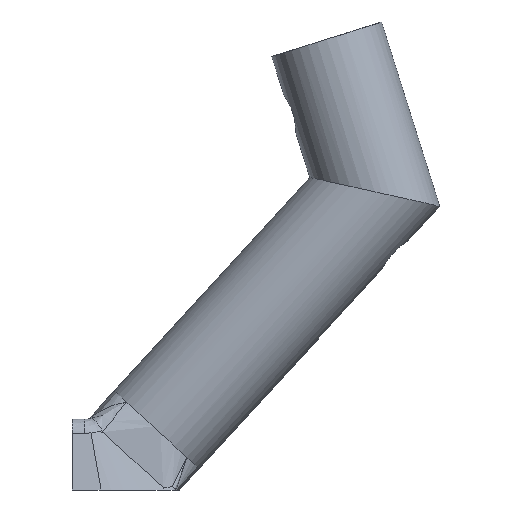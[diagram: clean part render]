
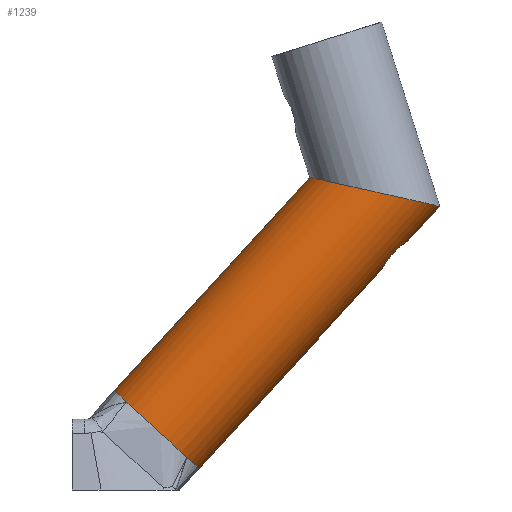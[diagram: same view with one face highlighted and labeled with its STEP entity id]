
A CAD part, front view. The second image highlights one B-rep face of the part: STEP entity #1239.
In plain terms, the highlighted cylindrical face has radius 9 mm (diameter 18 mm), a partial arc.
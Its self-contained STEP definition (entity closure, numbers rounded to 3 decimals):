
#22 = VERTEX_POINT('',#23);
#23 = CARTESIAN_POINT('',(57.437,0.,49.36));
#120 = VERTEX_POINT('',#121);
#121 = CARTESIAN_POINT('',(37.145,0.,53.859));
#226 = VERTEX_POINT('',#227);
#227 = CARTESIAN_POINT('',(19.852,0.,8.343));
#234 = EDGE_CURVE('',#226,#235,#237,.T.);
#235 = VERTEX_POINT('',#236);
#236 = CARTESIAN_POINT('',(48.349,0.,39.442));
#237 = LINE('',#238,#239);
#238 = CARTESIAN_POINT('',(7.699,0.,-4.92));
#239 = VECTOR('',#240,1.);
#240 = DIRECTION('',(0.676,0.,0.737));
#243 = VERTEX_POINT('',#244);
#244 = CARTESIAN_POINT('',(52.484,0.,43.954));
#315 = EDGE_CURVE('',#243,#22,#316,.T.);
#316 = LINE('',#317,#318);
#317 = CARTESIAN_POINT('',(7.699,0.,-4.92));
#318 = VECTOR('',#319,1.);
#319 = DIRECTION('',(0.676,0.,0.737));
#323 = EDGE_CURVE('',#324,#120,#326,.T.);
#324 = VERTEX_POINT('',#325);
#325 = CARTESIAN_POINT('',(6.581,0.,20.504));
#326 = LINE('',#327,#328);
#327 = CARTESIAN_POINT('',(2.527,0.,16.08));
#328 = VECTOR('',#329,1.);
#329 = DIRECTION('',(0.676,0.,0.737));
#346 = EDGE_CURVE('',#22,#347,#349,.T.);
#347 = VERTEX_POINT('',#348);
#348 = CARTESIAN_POINT('',(47.291,-9.,51.609));
#349 = ELLIPSE('',#350,10.392,9.);
#350 = AXIS2_PLACEMENT_3D('',#351,#352,#353);
#351 = CARTESIAN_POINT('',(47.291,0.,51.609));
#352 = DIRECTION('',(-0.216,-0.,-0.976));
#353 = DIRECTION('',(0.976,0.,-0.216));
#414 = EDGE_CURVE('',#347,#120,#415,.T.);
#415 = ELLIPSE('',#416,10.392,9.);
#416 = AXIS2_PLACEMENT_3D('',#417,#418,#419);
#417 = CARTESIAN_POINT('',(47.291,0.,51.609));
#418 = DIRECTION('',(-0.216,-0.,-0.976));
#419 = DIRECTION('',(0.976,0.,-0.216));
#1239 = ADVANCED_FACE('',(#1240),#1343,.T.);
#1240 = FACE_BOUND('',#1241,.T.);
#1241 = EDGE_LOOP('',(#1242,#1253,#1260,#1261,#1332,#1333,#1334,#1335,
    #1336));
#1242 = ORIENTED_EDGE('',*,*,#1243,.T.);
#1243 = EDGE_CURVE('',#1244,#1246,#1248,.T.);
#1244 = VERTEX_POINT('',#1245);
#1245 = CARTESIAN_POINT('',(8.524,-6.364,
    18.723));
#1246 = VERTEX_POINT('',#1247);
#1247 = CARTESIAN_POINT('',(17.908,-6.364,
    10.124));
#1248 = CIRCLE('',#1249,9.);
#1249 = AXIS2_PLACEMENT_3D('',#1250,#1251,#1252);
#1250 = CARTESIAN_POINT('',(13.216,0.,
    14.423));
#1251 = DIRECTION('',(0.676,0.,0.737)
  );
#1252 = DIRECTION('',(-0.737,0.,0.676));
#1253 = ORIENTED_EDGE('',*,*,#1254,.T.);
#1254 = EDGE_CURVE('',#1246,#226,#1255,.T.);
#1255 = CIRCLE('',#1256,9.);
#1256 = AXIS2_PLACEMENT_3D('',#1257,#1258,#1259);
#1257 = CARTESIAN_POINT('',(13.216,0.,14.423)
  );
#1258 = DIRECTION('',(0.676,0.,0.737)
  );
#1259 = DIRECTION('',(-0.737,0.,0.676));
#1260 = ORIENTED_EDGE('',*,*,#234,.T.);
#1261 = ORIENTED_EDGE('',*,*,#1262,.T.);
#1262 = EDGE_CURVE('',#235,#243,#1263,.T.);
#1263 = B_SPLINE_CURVE_WITH_KNOTS('',7,(#1264,#1265,#1266,#1267,#1268,
    #1269,#1270,#1271,#1272,#1273,#1274,#1275,#1276,#1277,#1278,#1279,
    #1280,#1281,#1282,#1283,#1284,#1285,#1286,#1287,#1288,#1289,#1290,
    #1291,#1292,#1293,#1294,#1295,#1296,#1297,#1298,#1299,#1300,#1301,
    #1302,#1303,#1304,#1305,#1306,#1307,#1308,#1309,#1310,#1311,#1312,
    #1313,#1314,#1315,#1316,#1317,#1318,#1319,#1320,#1321,#1322,#1323,
    #1324,#1325,#1326,#1327,#1328,#1329,#1330,#1331),.UNSPECIFIED.,.F.,
  .F.,(8,6,6,6,6,6,6,6,6,6,6,8),(0.,0.057,
    0.094,0.153,0.207,0.255,
    0.412,0.635,0.72,0.823,
    0.894,1.),.UNSPECIFIED.);
#1264 = CARTESIAN_POINT('',(48.349,0.,39.442));
#1265 = CARTESIAN_POINT('',(48.349,-0.092,
    39.442));
#1266 = CARTESIAN_POINT('',(48.352,-0.183,
    39.446));
#1267 = CARTESIAN_POINT('',(48.357,-0.274,
    39.455));
#1268 = CARTESIAN_POINT('',(48.364,-0.363,
    39.468));
#1269 = CARTESIAN_POINT('',(48.374,-0.451,
    39.485));
#1270 = CARTESIAN_POINT('',(48.385,-0.536,
    39.505));
#1271 = CARTESIAN_POINT('',(48.408,-0.673,
    39.543));
#1272 = CARTESIAN_POINT('',(48.417,-0.726,
    39.56));
#1273 = CARTESIAN_POINT('',(48.428,-0.778,
    39.577));
#1274 = CARTESIAN_POINT('',(48.439,-0.829,
    39.596));
#1275 = CARTESIAN_POINT('',(48.451,-0.879,
    39.616));
#1276 = CARTESIAN_POINT('',(48.463,-0.928,
    39.637));
#1277 = CARTESIAN_POINT('',(48.496,-1.049,
    39.693));
#1278 = CARTESIAN_POINT('',(48.517,-1.121,
    39.729));
#1279 = CARTESIAN_POINT('',(48.54,-1.189,
    39.766));
#1280 = CARTESIAN_POINT('',(48.563,-1.255,
    39.805));
#1281 = CARTESIAN_POINT('',(48.588,-1.318,
    39.846));
#1282 = CARTESIAN_POINT('',(48.613,-1.379,
    39.887));
#1283 = CARTESIAN_POINT('',(48.664,-1.492,
    39.97));
#1284 = CARTESIAN_POINT('',(48.689,-1.545,
    40.011));
#1285 = CARTESIAN_POINT('',(48.715,-1.596,
    40.052));
#1286 = CARTESIAN_POINT('',(48.741,-1.644,
    40.094));
#1287 = CARTESIAN_POINT('',(48.768,-1.692,
    40.137));
#1288 = CARTESIAN_POINT('',(48.796,-1.737,
    40.18));
#1289 = CARTESIAN_POINT('',(48.848,-1.82,
    40.262));
#1290 = CARTESIAN_POINT('',(48.873,-1.857,
    40.301));
#1291 = CARTESIAN_POINT('',(48.899,-1.893,
    40.339));
#1292 = CARTESIAN_POINT('',(48.924,-1.928,
    40.379));
#1293 = CARTESIAN_POINT('',(48.95,-1.961,
    40.418));
#1294 = CARTESIAN_POINT('',(48.977,-1.994,
    40.458));
#1295 = CARTESIAN_POINT('',(49.091,-2.129,
    40.628));
#1296 = CARTESIAN_POINT('',(49.181,-2.221,
    40.761));
#1297 = CARTESIAN_POINT('',(49.276,-2.303,
    40.896));
#1298 = CARTESIAN_POINT('',(49.373,-2.374,
    41.03));
#1299 = CARTESIAN_POINT('',(49.473,-2.436,
    41.165));
#1300 = CARTESIAN_POINT('',(49.576,-2.489,
    41.3));
#1301 = CARTESIAN_POINT('',(49.834,-2.595,
    41.628));
#1302 = CARTESIAN_POINT('',(49.992,-2.639,
    41.82));
#1303 = CARTESIAN_POINT('',(50.156,-2.663,
    42.01));
#1304 = CARTESIAN_POINT('',(50.325,-2.667,
    42.198));
#1305 = CARTESIAN_POINT('',(50.501,-2.651,
    42.381));
#1306 = CARTESIAN_POINT('',(50.681,-2.611,
    42.559));
#1307 = CARTESIAN_POINT('',(50.933,-2.521,
    42.795));
#1308 = CARTESIAN_POINT('',(51.003,-2.492,
    42.859));
#1309 = CARTESIAN_POINT('',(51.073,-2.46,
    42.922));
#1310 = CARTESIAN_POINT('',(51.144,-2.424,
    42.984));
#1311 = CARTESIAN_POINT('',(51.214,-2.383,
    43.044));
#1312 = CARTESIAN_POINT('',(51.285,-2.338,
    43.103));
#1313 = CARTESIAN_POINT('',(51.441,-2.229,
    43.231));
#1314 = CARTESIAN_POINT('',(51.526,-2.163,
    43.299));
#1315 = CARTESIAN_POINT('',(51.611,-2.089,
    43.364));
#1316 = CARTESIAN_POINT('',(51.694,-2.008,
    43.427));
#1317 = CARTESIAN_POINT('',(51.776,-1.92,
    43.487));
#1318 = CARTESIAN_POINT('',(51.856,-1.823,
    43.544));
#1319 = CARTESIAN_POINT('',(51.986,-1.646,
    43.635));
#1320 = CARTESIAN_POINT('',(52.038,-1.569,
    43.671));
#1321 = CARTESIAN_POINT('',(52.088,-1.488,
    43.704));
#1322 = CARTESIAN_POINT('',(52.136,-1.403,
    43.736));
#1323 = CARTESIAN_POINT('',(52.181,-1.314,
    43.766));
#1324 = CARTESIAN_POINT('',(52.224,-1.222,
    43.793));
#1325 = CARTESIAN_POINT('',(52.322,-0.983,
    43.855));
#1326 = CARTESIAN_POINT('',(52.373,-0.832,
    43.887));
#1327 = CARTESIAN_POINT('',(52.416,-0.674,
    43.914));
#1328 = CARTESIAN_POINT('',(52.45,-0.51,
    43.934));
#1329 = CARTESIAN_POINT('',(52.472,-0.342,
    43.947));
#1330 = CARTESIAN_POINT('',(52.484,-0.171,
    43.954));
#1331 = CARTESIAN_POINT('',(52.484,0.,43.954)
  );
#1332 = ORIENTED_EDGE('',*,*,#315,.T.);
#1333 = ORIENTED_EDGE('',*,*,#346,.T.);
#1334 = ORIENTED_EDGE('',*,*,#414,.T.);
#1335 = ORIENTED_EDGE('',*,*,#323,.F.);
#1336 = ORIENTED_EDGE('',*,*,#1337,.T.);
#1337 = EDGE_CURVE('',#324,#1244,#1338,.T.);
#1338 = CIRCLE('',#1339,9.);
#1339 = AXIS2_PLACEMENT_3D('',#1340,#1341,#1342);
#1340 = CARTESIAN_POINT('',(13.216,0.,
    14.423));
#1341 = DIRECTION('',(0.676,0.,0.737)
  );
#1342 = DIRECTION('',(-0.737,0.,0.676));
#1343 = CYLINDRICAL_SURFACE('',#1344,9.);
#1344 = AXIS2_PLACEMENT_3D('',#1345,#1346,#1347);
#1345 = CARTESIAN_POINT('',(1.063,0.,1.16));
#1346 = DIRECTION('',(-0.676,-0.,-0.737));
#1347 = DIRECTION('',(-0.737,0.,0.676));
